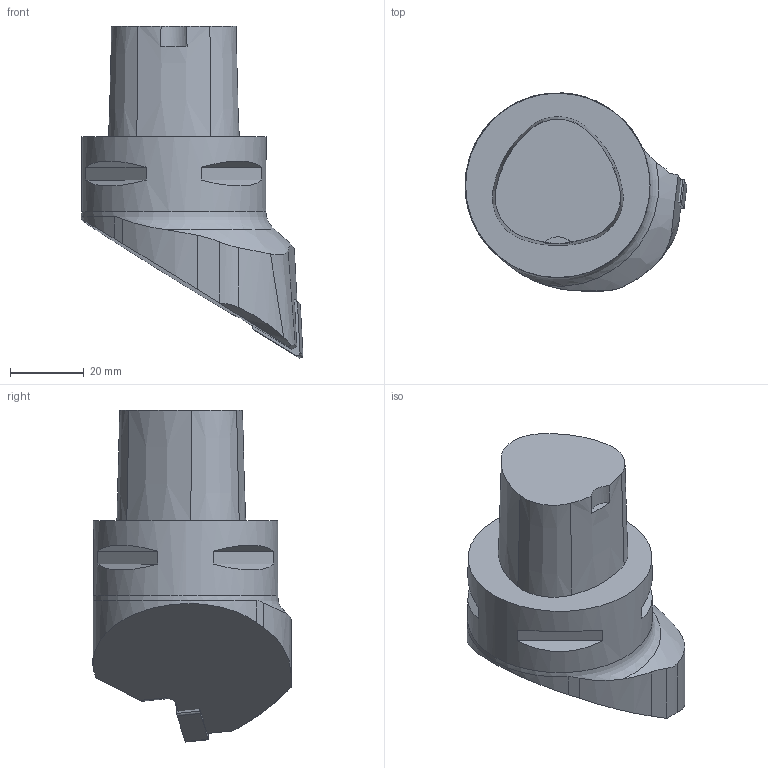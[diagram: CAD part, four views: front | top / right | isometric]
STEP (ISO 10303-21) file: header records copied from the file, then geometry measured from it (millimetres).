
FILE_DESCRIPTION(/* description */ (''),/* implementation_level */ '2;1');
FILE_NAME(/* name */ '1543814041566.stp',/* time_stamp */ '2018-12-03T10:44:25+05:00',/* author */ (''),/* organization */ ('SMS'),/* preprocessor_version */ 'ST-DEVELOPER v15',/* originating_system */ 'SIEMENS PLM Software NX 8.5',/* authorisation */ '');
FILE_SCHEMA (('AUTOMOTIVE_DESIGN { 1 0 10303 214 3 1 1 1 }'));
Length unit declared in the file: millimetre
Products named in the file (4): ASSEMBLY_CONSTRUCTION; IsoTurningInsert; 201771446mod000_01; 201771445mod000_01
Assembly tree (3 placements, depth 2):
  201771445mod000_01
    201771446mod000_01
    IsoTurningInsert
    ASSEMBLY_CONSTRUCTION
Bounding box: 60.15 x 53.69 x 90 mm (x, y, z)
Volume: 109213 mm3; surface area: 15666.3 mm2
Topology: 2 solids, 2 shells, 75 faces, 190 edges, 135 vertices
Faces by surface type: plane 38, cylinder 24, cone 6, torus 5, bspline 2
Full cylindrical faces by diameter (mm): 5.156 x1, 5.16 x1, 50 x1
Entity records: 2583 total; most frequent: CARTESIAN_POINT 597, DIRECTION 398, ORIENTED_EDGE 366, EDGE_CURVE 183, AXIS2_PLACEMENT_3D 156, VERTEX_POINT 122, EDGE_LOOP 87, LINE 86
